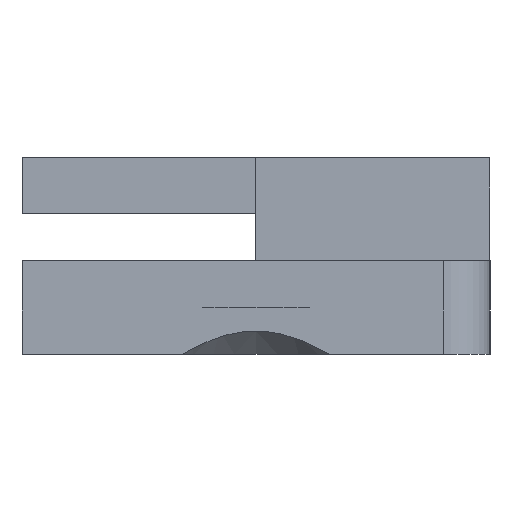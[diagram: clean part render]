
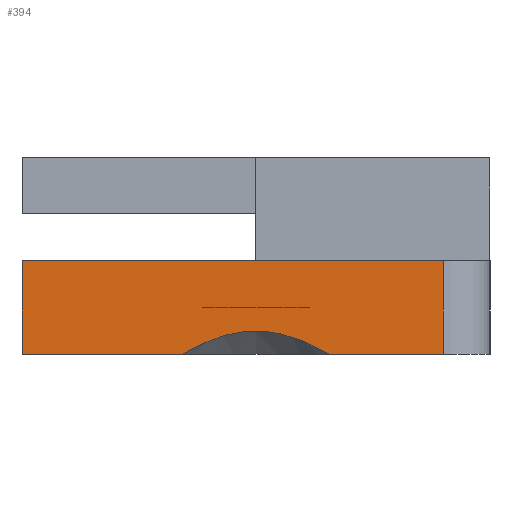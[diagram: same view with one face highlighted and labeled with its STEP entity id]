
A CAD part, left-side view. The second image highlights one B-rep face of the part: STEP entity #394.
In plain terms, the highlighted planar face has unit normal (-1, 0, 0).
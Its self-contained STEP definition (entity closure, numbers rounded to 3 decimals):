
#19=(
BOUNDED_CURVE()
B_SPLINE_CURVE(2,(#584,#585,#586),.UNSPECIFIED.,.F.,.F.)
B_SPLINE_CURVE_WITH_KNOTS((3,3),(0.,0.332),.UNSPECIFIED.)
CURVE()
GEOMETRIC_REPRESENTATION_ITEM()
RATIONAL_B_SPLINE_CURVE((1.,1.222,1.))
REPRESENTATION_ITEM('')
);
#22=PLANE('',#430);
#37=FACE_OUTER_BOUND('',#57,.T.);
#57=EDGE_LOOP('',(#277,#278,#279,#280,#281,#282));
#78=LINE('',#572,#122);
#80=LINE('',#578,#124);
#81=LINE('',#580,#125);
#82=LINE('',#582,#126);
#83=LINE('',#587,#127);
#122=VECTOR('',#464,10.);
#124=VECTOR('',#470,10.);
#125=VECTOR('',#471,10.);
#126=VECTOR('',#472,10.);
#127=VECTOR('',#473,10.);
#178=VERTEX_POINT('',#569);
#179=VERTEX_POINT('',#571);
#181=VERTEX_POINT('',#577);
#182=VERTEX_POINT('',#579);
#183=VERTEX_POINT('',#581);
#184=VERTEX_POINT('',#583);
#216=EDGE_CURVE('',#178,#179,#78,.T.);
#219=EDGE_CURVE('',#178,#181,#80,.T.);
#220=EDGE_CURVE('',#182,#181,#81,.T.);
#221=EDGE_CURVE('',#182,#183,#82,.T.);
#222=EDGE_CURVE('',#184,#183,#19,.T.);
#223=EDGE_CURVE('',#184,#179,#83,.T.);
#277=ORIENTED_EDGE('',*,*,#216,.F.);
#278=ORIENTED_EDGE('',*,*,#219,.T.);
#279=ORIENTED_EDGE('',*,*,#220,.F.);
#280=ORIENTED_EDGE('',*,*,#221,.T.);
#281=ORIENTED_EDGE('',*,*,#222,.F.);
#282=ORIENTED_EDGE('',*,*,#223,.T.);
#394=ADVANCED_FACE('',(#37),#22,.T.);
#430=AXIS2_PLACEMENT_3D('',#576,#468,#469);
#464=DIRECTION('',(0.,0.,-1.));
#468=DIRECTION('center_axis',(-1.,0.,0.));
#469=DIRECTION('ref_axis',(0.,-1.,0.));
#470=DIRECTION('',(0.,1.,0.));
#471=DIRECTION('',(0.,0.,1.));
#472=DIRECTION('',(0.,-1.,0.));
#473=DIRECTION('',(0.,-1.,0.));
#569=CARTESIAN_POINT('',(0.,1.,2.));
#571=CARTESIAN_POINT('',(0.,1.,0.));
#572=CARTESIAN_POINT('',(0.,1.,0.));
#576=CARTESIAN_POINT('Origin',(0.,10.,0.));
#577=CARTESIAN_POINT('',(0.,10.,2.));
#578=CARTESIAN_POINT('',(0.,7.5,2.));
#579=CARTESIAN_POINT('',(0.,10.,0.));
#580=CARTESIAN_POINT('',(0.,10.,0.));
#581=CARTESIAN_POINT('',(0.,6.581,0.));
#582=CARTESIAN_POINT('',(0.,10.,0.));
#583=CARTESIAN_POINT('',(0.,3.419,0.));
#584=CARTESIAN_POINT('Ctrl Pts',(0.,3.419,
0.));
#585=CARTESIAN_POINT('Ctrl Pts',(0.,5.,0.909));
#586=CARTESIAN_POINT('Ctrl Pts',(0.,6.581,
0.));
#587=CARTESIAN_POINT('',(0.,10.,0.));
